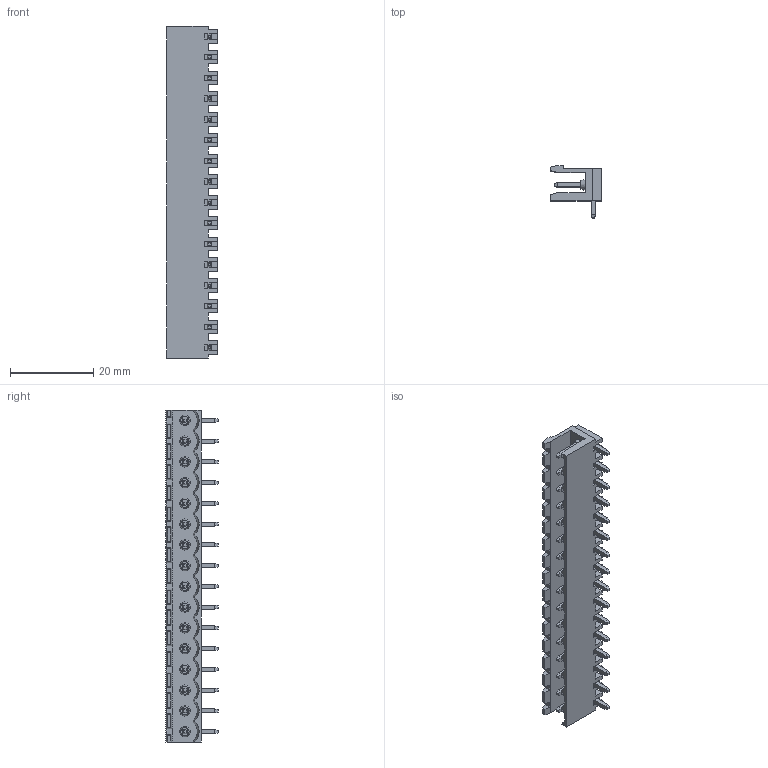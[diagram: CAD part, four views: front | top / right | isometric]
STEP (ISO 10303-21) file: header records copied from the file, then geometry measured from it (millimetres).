
FILE_DESCRIPTION(('STEP AP214'),'1');
FILE_NAME('PV16-5-H.stp','2021-03-31T16:02:29',(' '),(' '),'Spatial InterOp 3D',' ',' ');
FILE_SCHEMA(('automotive_design'));
Length unit declared in the file: metre
Products named in the file (1): 1
Bounding box: 12.2 x 12.6 x 80 mm (x, y, z)
Volume: 3484.7 mm3; surface area: 6682.6 mm2
Topology: 1 solids, 1 shells, 839 faces, 2102 edges, 1332 vertices
Faces by surface type: plane 770, cylinder 36, cone 32, extrusion 1
Entity records: 30900 total; most frequent: CARTESIAN_POINT 4340, ORIENTED_EDGE 4140, DIRECTION 3835, EDGE_CURVE 2070, VECTOR 1917, LINE 1916, VERTEX_POINT 1316, AXIS2_PLACEMENT_3D 959
